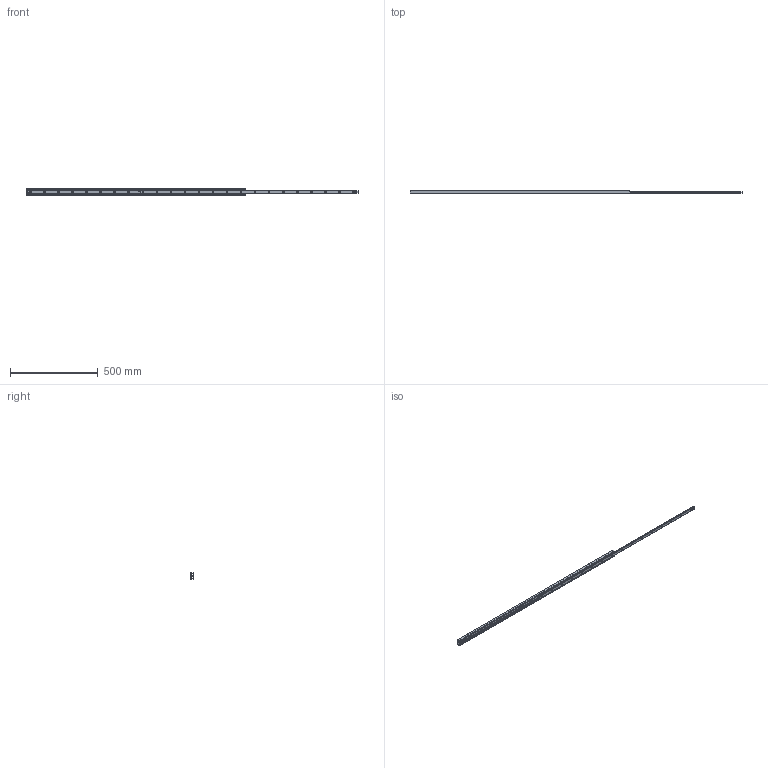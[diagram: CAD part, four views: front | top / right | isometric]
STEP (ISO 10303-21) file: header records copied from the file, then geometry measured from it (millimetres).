
FILE_DESCRIPTION((''),'2;1');
FILE_NAME('LCAE 35-1250.stp','2016-01-13T11:36:04',('MRathmann'),(''),'Autodesk Inventor 2012','Autodesk Inventor 2012','');
FILE_SCHEMA(('CONFIG_CONTROL_DESIGN'));
Length unit declared in the file: millimetre
Products named in the file (7): LCAE 35-1250.iam (Detailgenauigkeit1); LCM 35-1250; LLMG 35-1250; KF.LCA 35-0608.GZ; + AS.L 35 5x3,2; + VKB.L 35 5x10; + AS.L 35 M5x3,2
Assembly tree (8 placements, depth 2):
  LCAE 35-1250.iam (Detailgenauigkeit1)
    LCM 35-1250
    LLMG 35-1250
    KF.LCA 35-0608.GZ
    + AS.L 35 5x3,2  x2
    + VKB.L 35 5x10  x2
    + AS.L 35 M5x3,2
Bounding box: 1889.5 x 17 x 35 mm (x, y, z)
Volume: 467783.5 mm3; surface area: 285777.6 mm2
Topology: 8 solids, 8 shells, 196 faces, 473 edges, 296 vertices
Faces by surface type: plane 81, cylinder 78, cone 37
Full cylindrical faces by diameter (mm): 4.134 x2, 4.8 x2, 4.917 x16, 5 x7, 6 x3, 6.6 x16
Entity records: 5396 total; most frequent: CARTESIAN_POINT 940, DIRECTION 934, ORIENTED_EDGE 732, AXIS2_PLACEMENT_3D 384, EDGE_CURVE 366, EDGE_LOOP 338, VERTEX_POINT 278, CIRCLE 190
